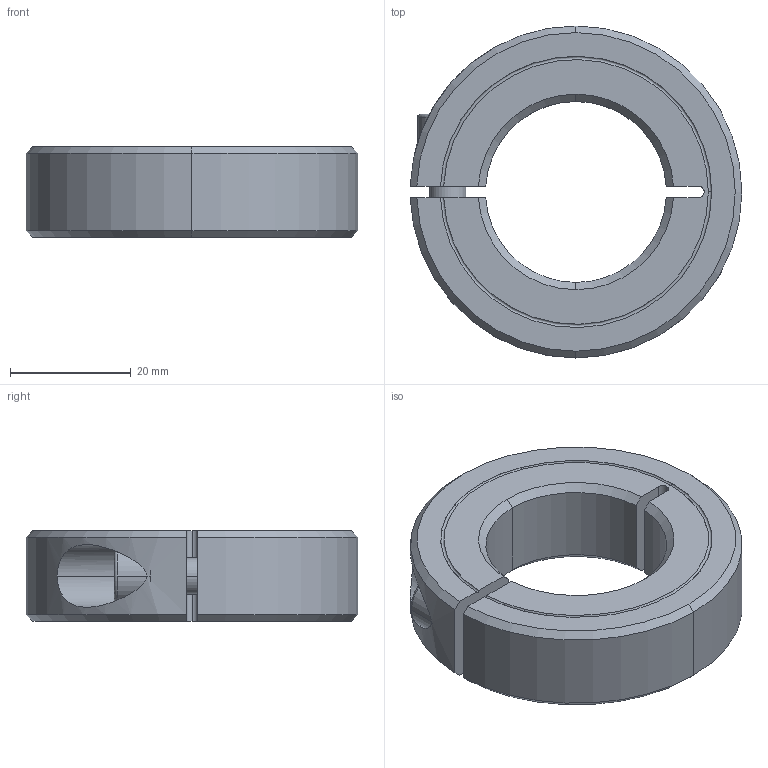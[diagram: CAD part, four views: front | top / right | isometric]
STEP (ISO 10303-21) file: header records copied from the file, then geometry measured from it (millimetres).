
FILE_DESCRIPTION(('STEP AP214'),'1');
FILE_NAME(' ',' ',('TraceParts'),('TraceParts S.A.'),'XStep 1.0',' ',' ');
FILE_SCHEMA(('automotive_design'));
Length unit declared in the file: millimetre
Products named in the file (2): 1; 2
Bounding box: 54.98 x 55 x 15 mm (x, y, z)
Volume: 23728.2 mm3; surface area: 8704.8 mm2
Topology: 2 solids, 2 shells, 72 faces, 174 edges, 110 vertices
Faces by surface type: cylinder 23, cone 22, plane 21, torus 6
Entity records: 4264 total; most frequent: CARTESIAN_POINT 542, DIRECTION 383, STYLED_ITEM 354, PRESENTATION_STYLE_ASSIGNMENT 354, COLOUR_RGB 354, ORIENTED_EDGE 344, EDGE_CURVE 172, CURVE_STYLE 172
